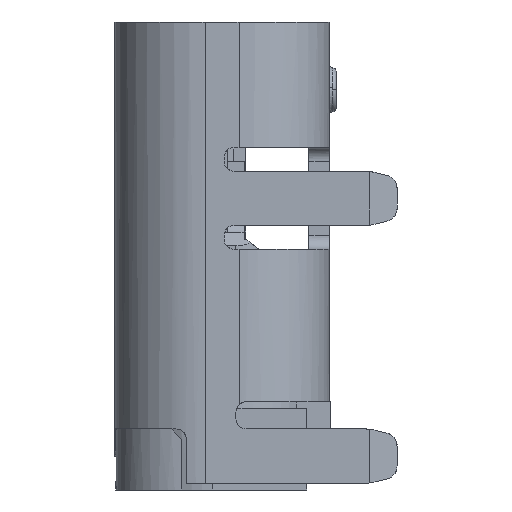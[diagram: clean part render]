
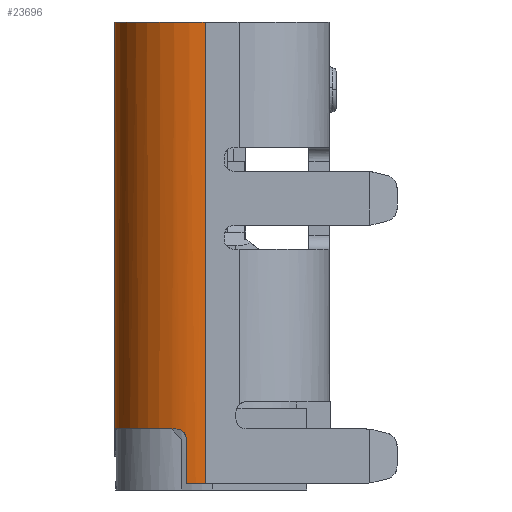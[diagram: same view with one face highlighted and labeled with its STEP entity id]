
A CAD part, left-side view. The second image highlights one B-rep face of the part: STEP entity #23696.
In plain terms, the highlighted cylindrical face has radius 1.33 mm (diameter 2.66 mm), a partial arc.
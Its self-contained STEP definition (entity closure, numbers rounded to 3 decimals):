
#105 = CARTESIAN_POINT ( 'NONE',  ( -4.44, 0.53, -1.35 ) ) ;
#469 = VERTEX_POINT ( 'NONE', #22305 ) ;
#495 = CARTESIAN_POINT ( 'NONE',  ( -4.44, 0.531, -1.331 ) ) ;
#1197 = LINE ( 'NONE', #3238, #21911 ) ;
#1293 = CIRCLE ( 'NONE', #9475, 1.33 ) ;
#1793 = CARTESIAN_POINT ( 'NONE',  ( -3.211, 1.578, -1.204 ) ) ;
#2095 = CARTESIAN_POINT ( 'NONE',  ( -3.18, 1.579, -1.217 ) ) ;
#2166 = CARTESIAN_POINT ( 'NONE',  ( -4.47, 0.344, -2. ) ) ;
#2195 = CARTESIAN_POINT ( 'NONE',  ( -3.227, 1.577, -1.202 ) ) ;
#2277 = CARTESIAN_POINT ( 'NONE',  ( -3.14, 0.25, 4.8 ) ) ;
#2457 = CARTESIAN_POINT ( 'NONE',  ( -4.42, 0.613, -1.215 ) ) ;
#2500 = EDGE_CURVE ( 'NONE', #17303, #5982, #8602, .T. ) ;
#2819 = CIRCLE ( 'NONE', #17593, 1.33 ) ;
#2874 = DIRECTION ( 'NONE',  ( -1., 0., 0. ) ) ;
#2877 = CARTESIAN_POINT ( 'NONE',  ( -3.25, 1.575, -1.2 ) ) ;
#3227 = EDGE_CURVE ( 'NONE', #15587, #25189, #18363, .T. ) ;
#3238 = CARTESIAN_POINT ( 'NONE',  ( -4.44, 0.53, 4.8 ) ) ;
#3674 = EDGE_LOOP ( 'NONE', ( #5143, #6600, #20078, #10329, #22374, #20482, #26196, #6993, #24615, #6842 ) ) ;
#4097 = VECTOR ( 'NONE', #24085, 1000. ) ;
#4160 = LINE ( 'NONE', #26668, #25235 ) ;
#4510 = DIRECTION ( 'NONE',  ( -1., 0., 0. ) ) ;
#4517 = CARTESIAN_POINT ( 'NONE',  ( -3.242, 1.576, -1.2 ) ) ;
#4774 = CARTESIAN_POINT ( 'NONE',  ( -4.415, 0.629, -1.209 ) ) ;
#5143 = ORIENTED_EDGE ( 'NONE', *, *, #26190, .T. ) ;
#5390 = DIRECTION ( 'NONE',  ( 0., 0., 1. ) ) ;
#5667 = DIRECTION ( 'NONE',  ( 0., 0., -1. ) ) ;
#5750 = CIRCLE ( 'NONE', #26502, 1.33 ) ;
#5982 = VERTEX_POINT ( 'NONE', #2877 ) ;
#6600 = ORIENTED_EDGE ( 'NONE', *, *, #11756, .T. ) ;
#6720 = CARTESIAN_POINT ( 'NONE',  ( -4.374, 0.745, -1.2 ) ) ;
#6842 = ORIENTED_EDGE ( 'NONE', *, *, #2500, .T. ) ;
#6993 = ORIENTED_EDGE ( 'NONE', *, *, #21408, .F. ) ;
#7107 = CARTESIAN_POINT ( 'NONE',  ( -4.439, 0.536, -1.305 ) ) ;
#7302 = CARTESIAN_POINT ( 'NONE',  ( -4.44, 0.533, -1.321 ) ) ;
#7908 = VERTEX_POINT ( 'NONE', #10532 ) ;
#8058 = LINE ( 'NONE', #17180, #4097 ) ;
#8597 = VERTEX_POINT ( 'NONE', #24526 ) ;
#8602 = B_SPLINE_CURVE_WITH_KNOTS ( 'NONE', 3,
 ( #18146, #13444, #8866, #2095, #8765, #1793, #2195, #16085, #4517, #13344 ),
 .UNSPECIFIED., .F., .F.,
 ( 4, 3, 3, 4 ),
 ( 0., 0., 0., 0. ),
 .UNSPECIFIED. ) ;
#8765 = CARTESIAN_POINT ( 'NONE',  ( -3.195, 1.579, -1.21 ) ) ;
#8866 = CARTESIAN_POINT ( 'NONE',  ( -3.165, 1.58, -1.225 ) ) ;
#9071 = CYLINDRICAL_SURFACE ( 'NONE', #12520, 1.33 ) ;
#9475 = AXIS2_PLACEMENT_3D ( 'NONE', #21053, #16467, #2874 ) ;
#9479 = EDGE_CURVE ( 'NONE', #25189, #15284, #1197, .T. ) ;
#9724 = CARTESIAN_POINT ( 'NONE',  ( -4.438, 0.542, -1.289 ) ) ;
#9727 = DIRECTION ( 'NONE',  ( 0., 0., -1. ) ) ;
#10329 = ORIENTED_EDGE ( 'NONE', *, *, #3227, .T. ) ;
#10532 = CARTESIAN_POINT ( 'NONE',  ( -3.515, 1.526, -1.2 ) ) ;
#11282 = CARTESIAN_POINT ( 'NONE',  ( -4.44, 0.53, -2. ) ) ;
#11756 = EDGE_CURVE ( 'NONE', #7908, #20766, #5750, .T. ) ;
#11951 = CARTESIAN_POINT ( 'NONE',  ( -4.434, 0.559, -1.259 ) ) ;
#12520 = AXIS2_PLACEMENT_3D ( 'NONE', #24351, #5667, #22011 ) ;
#13344 = CARTESIAN_POINT ( 'NONE',  ( -3.25, 1.575, -1.2 ) ) ;
#13444 = CARTESIAN_POINT ( 'NONE',  ( -3.151, 1.58, -1.236 ) ) ;
#14147 = FACE_OUTER_BOUND ( 'NONE', #3674, .T. ) ;
#14389 = CARTESIAN_POINT ( 'NONE',  ( -4.44, 0.53, -1.34 ) ) ;
#14906 = B_SPLINE_CURVE_WITH_KNOTS ( 'NONE', 3,
 ( #27251, #2166, #22963, #11282 ),
 .UNSPECIFIED., .F., .F.,
 ( 4, 4 ),
 ( 0., 1. ),
 .UNSPECIFIED. ) ;
#15284 = VERTEX_POINT ( 'NONE', #24931 ) ;
#15452 = EDGE_CURVE ( 'NONE', #20766, #15587, #24019, .T. ) ;
#15587 = VERTEX_POINT ( 'NONE', #25256 ) ;
#15691 = DIRECTION ( 'NONE',  ( -1., 0., 0. ) ) ;
#16085 = CARTESIAN_POINT ( 'NONE',  ( -3.235, 1.577, -1.201 ) ) ;
#16467 = DIRECTION ( 'NONE',  ( 0., 0., 1. ) ) ;
#16540 = CARTESIAN_POINT ( 'NONE',  ( -4.41, 0.646, -1.203 ) ) ;
#16830 = AXIS2_PLACEMENT_3D ( 'NONE', #20173, #27291, #15691 ) ;
#17180 = CARTESIAN_POINT ( 'NONE',  ( -4.47, 0.25, 4.8 ) ) ;
#17303 = VERTEX_POINT ( 'NONE', #23231 ) ;
#17593 = AXIS2_PLACEMENT_3D ( 'NONE', #2277, #25339, #4510 ) ;
#18146 = CARTESIAN_POINT ( 'NONE',  ( -3.14, 1.58, -1.248 ) ) ;
#18363 = B_SPLINE_CURVE_WITH_KNOTS ( 'NONE', 3,
 ( #21417, #27945, #16540, #4774, #2457, #18699, #21215, #21028, #11951, #28241, #9724, #7107, #7302, #495, #14389, #105 ),
 .UNSPECIFIED., .F., .F.,
 ( 4, 3, 3, 3, 3, 4 ),
 ( 0., 0., 0., 0., 0., 0. ),
 .UNSPECIFIED. ) ;
#18699 = CARTESIAN_POINT ( 'NONE',  ( -4.424, 0.597, -1.224 ) ) ;
#19566 = CARTESIAN_POINT ( 'NONE',  ( -4.47, 0.25, -2. ) ) ;
#20078 = ORIENTED_EDGE ( 'NONE', *, *, #15452, .T. ) ;
#20173 = CARTESIAN_POINT ( 'NONE',  ( -3.14, 0.25, -1.2 ) ) ;
#20482 = ORIENTED_EDGE ( 'NONE', *, *, #24864, .F. ) ;
#20766 = VERTEX_POINT ( 'NONE', #6720 ) ;
#21028 = CARTESIAN_POINT ( 'NONE',  ( -4.431, 0.571, -1.246 ) ) ;
#21053 = CARTESIAN_POINT ( 'NONE',  ( -3.14, 0.25, -1.2 ) ) ;
#21215 = CARTESIAN_POINT ( 'NONE',  ( -4.427, 0.584, -1.235 ) ) ;
#21408 = EDGE_CURVE ( 'NONE', #469, #8597, #2819, .T. ) ;
#21417 = CARTESIAN_POINT ( 'NONE',  ( -4.399, 0.68, -1.2 ) ) ;
#21911 = VECTOR ( 'NONE', #9727, 1000. ) ;
#22011 = DIRECTION ( 'NONE',  ( -1., 0., 0. ) ) ;
#22305 = CARTESIAN_POINT ( 'NONE',  ( -3.14, 1.58, 4.8 ) ) ;
#22374 = ORIENTED_EDGE ( 'NONE', *, *, #9479, .T. ) ;
#22963 = CARTESIAN_POINT ( 'NONE',  ( -4.46, 0.438, -2. ) ) ;
#23231 = CARTESIAN_POINT ( 'NONE',  ( -3.14, 1.58, -1.248 ) ) ;
#23696 = ADVANCED_FACE ( 'NONE', ( #14147 ), #9071, .T. ) ;
#24019 = CIRCLE ( 'NONE', #16830, 1.33 ) ;
#24020 = DIRECTION ( 'NONE',  ( 0., 0., 1. ) ) ;
#24062 = CARTESIAN_POINT ( 'NONE',  ( -3.14, 0.25, -1.2 ) ) ;
#24085 = DIRECTION ( 'NONE',  ( 0., 0., 1. ) ) ;
#24351 = CARTESIAN_POINT ( 'NONE',  ( -3.14, 0.25, 4.8 ) ) ;
#24526 = CARTESIAN_POINT ( 'NONE',  ( -4.47, 0.25, 4.8 ) ) ;
#24615 = ORIENTED_EDGE ( 'NONE', *, *, #26758, .F. ) ;
#24864 = EDGE_CURVE ( 'NONE', #25238, #15284, #14906, .T. ) ;
#24931 = CARTESIAN_POINT ( 'NONE',  ( -4.44, 0.53, -2. ) ) ;
#25189 = VERTEX_POINT ( 'NONE', #26287 ) ;
#25235 = VECTOR ( 'NONE', #24020, 1000. ) ;
#25238 = VERTEX_POINT ( 'NONE', #19566 ) ;
#25256 = CARTESIAN_POINT ( 'NONE',  ( -4.399, 0.68, -1.2 ) ) ;
#25339 = DIRECTION ( 'NONE',  ( 0., 0., 1. ) ) ;
#26190 = EDGE_CURVE ( 'NONE', #5982, #7908, #1293, .T. ) ;
#26196 = ORIENTED_EDGE ( 'NONE', *, *, #27290, .T. ) ;
#26203 = DIRECTION ( 'NONE',  ( -1., 0., 0. ) ) ;
#26287 = CARTESIAN_POINT ( 'NONE',  ( -4.44, 0.53, -1.35 ) ) ;
#26502 = AXIS2_PLACEMENT_3D ( 'NONE', #24062, #5390, #26203 ) ;
#26668 = CARTESIAN_POINT ( 'NONE',  ( -3.14, 1.58, 1.9 ) ) ;
#26758 = EDGE_CURVE ( 'NONE', #17303, #469, #4160, .T. ) ;
#27251 = CARTESIAN_POINT ( 'NONE',  ( -4.47, 0.25, -2. ) ) ;
#27290 = EDGE_CURVE ( 'NONE', #25238, #8597, #8058, .T. ) ;
#27291 = DIRECTION ( 'NONE',  ( 0., 0., 1. ) ) ;
#27945 = CARTESIAN_POINT ( 'NONE',  ( -4.404, 0.663, -1.2 ) ) ;
#28241 = CARTESIAN_POINT ( 'NONE',  ( -4.436, 0.551, -1.274 ) ) ;
